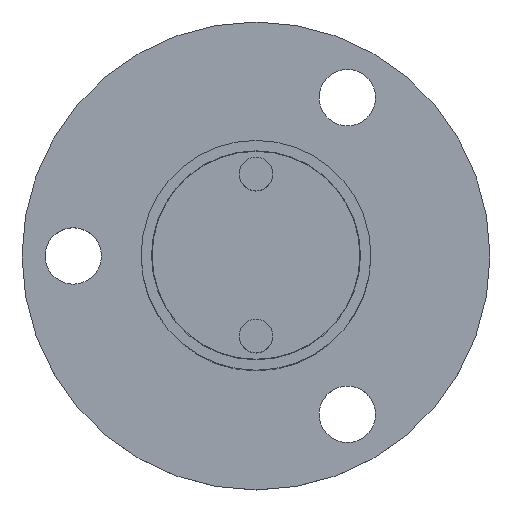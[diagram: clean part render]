
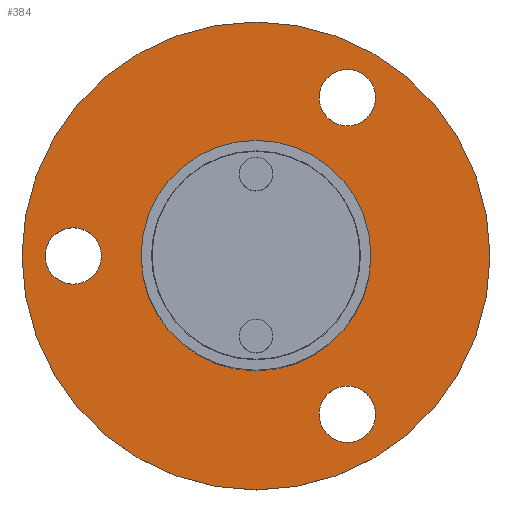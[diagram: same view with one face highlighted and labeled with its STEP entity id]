
A CAD part, top view. The second image highlights one B-rep face of the part: STEP entity #384.
In plain terms, the highlighted planar face has unit normal (0, 0, 1).
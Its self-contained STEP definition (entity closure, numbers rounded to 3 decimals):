
#15 = CIRCLE ( 'NONE', #1137, 11. ) ;
#41 = DIRECTION ( 'NONE',  ( -1., 0., 0. ) ) ;
#46 = CARTESIAN_POINT ( 'NONE',  ( -17.5, 0., 16.3 ) ) ;
#61 = PLANE ( 'NONE',  #897 ) ;
#78 = EDGE_CURVE ( 'NONE', #370, #977, #15, .T. ) ;
#110 = ORIENTED_EDGE ( 'NONE', *, *, #435, .F. ) ;
#116 = CARTESIAN_POINT ( 'NONE',  ( 6.05, 15.155, 16.3 ) ) ;
#127 = CARTESIAN_POINT ( 'NONE',  ( 8.75, 15.155, 16.3 ) ) ;
#138 = DIRECTION ( 'NONE',  ( -1., 0., 0. ) ) ;
#209 = CARTESIAN_POINT ( 'NONE',  ( 0., 0., 16.3 ) ) ;
#215 = DIRECTION ( 'NONE',  ( -1., 0., 0. ) ) ;
#230 = DIRECTION ( 'NONE',  ( 0., 0., -1. ) ) ;
#247 = CARTESIAN_POINT ( 'NONE',  ( 11., 0., 16.3 ) ) ;
#251 = EDGE_LOOP ( 'NONE', ( #665, #1016 ) ) ;
#256 = CARTESIAN_POINT ( 'NONE',  ( -17.5, 0., 16.3 ) ) ;
#259 = EDGE_CURVE ( 'NONE', #606, #283, #1229, .T. ) ;
#261 = EDGE_LOOP ( 'NONE', ( #1273, #659 ) ) ;
#271 = VERTEX_POINT ( 'NONE', #470 ) ;
#277 = EDGE_CURVE ( 'NONE', #1145, #875, #1176, .T. ) ;
#282 = ORIENTED_EDGE ( 'NONE', *, *, #277, .F. ) ;
#283 = VERTEX_POINT ( 'NONE', #802 ) ;
#294 = DIRECTION ( 'NONE',  ( -1., 0., 0. ) ) ;
#295 = CARTESIAN_POINT ( 'NONE',  ( 22.4, 0., 16.3 ) ) ;
#298 = EDGE_CURVE ( 'NONE', #271, #965, #1164, .T. ) ;
#304 = DIRECTION ( 'NONE',  ( 0., 0., -1. ) ) ;
#314 = CARTESIAN_POINT ( 'NONE',  ( 11.45, -15.155, 16.3 ) ) ;
#333 = DIRECTION ( 'NONE',  ( -1., 0., 0. ) ) ;
#341 = EDGE_CURVE ( 'NONE', #1269, #1110, #1097, .T. ) ;
#342 = ORIENTED_EDGE ( 'NONE', *, *, #471, .F. ) ;
#356 = CARTESIAN_POINT ( 'NONE',  ( 8.75, 15.155, 16.3 ) ) ;
#370 = VERTEX_POINT ( 'NONE', #1188 ) ;
#384 = ADVANCED_FACE ( 'NONE', ( #1031, #1043, #1023, #1026, #1021 ), #61, .F. ) ;
#385 = EDGE_LOOP ( 'NONE', ( #890, #342 ) ) ;
#398 = CARTESIAN_POINT ( 'NONE',  ( 8.75, -15.155, 16.3 ) ) ;
#428 = DIRECTION ( 'NONE',  ( -1., 0., 0. ) ) ;
#435 = EDGE_CURVE ( 'NONE', #1110, #1269, #991, .T. ) ;
#446 = CARTESIAN_POINT ( 'NONE',  ( 6.05, -15.155, 16.3 ) ) ;
#447 = EDGE_CURVE ( 'NONE', #283, #606, #979, .T. ) ;
#452 = EDGE_CURVE ( 'NONE', #875, #1145, #971, .T. ) ;
#466 = DIRECTION ( 'NONE',  ( 0., 0., -1. ) ) ;
#470 = CARTESIAN_POINT ( 'NONE',  ( -20.2, 0., 16.3 ) ) ;
#471 = EDGE_CURVE ( 'NONE', #965, #271, #972, .T. ) ;
#472 = DIRECTION ( 'NONE',  ( 0., 0., -1. ) ) ;
#475 = CARTESIAN_POINT ( 'NONE',  ( -14.8, 0., 16.3 ) ) ;
#478 = ORIENTED_EDGE ( 'NONE', *, *, #341, .F. ) ;
#479 = DIRECTION ( 'NONE',  ( -1., 0., 0. ) ) ;
#480 = EDGE_CURVE ( 'NONE', #977, #370, #974, .T. ) ;
#526 = DIRECTION ( 'NONE',  ( 0., 0., 1. ) ) ;
#606 = VERTEX_POINT ( 'NONE', #116 ) ;
#655 = CARTESIAN_POINT ( 'NONE',  ( -22.4, 0., 16.3 ) ) ;
#656 = DIRECTION ( 'NONE',  ( 0., 0., 1. ) ) ;
#659 = ORIENTED_EDGE ( 'NONE', *, *, #447, .F. ) ;
#665 = ORIENTED_EDGE ( 'NONE', *, *, #78, .T. ) ;
#672 = CARTESIAN_POINT ( 'NONE',  ( 0., 0., 16.3 ) ) ;
#767 = DIRECTION ( 'NONE',  ( 0., 0., 1. ) ) ;
#796 = DIRECTION ( 'NONE',  ( -1., 0., 0. ) ) ;
#802 = CARTESIAN_POINT ( 'NONE',  ( 11.45, 15.155, 16.3 ) ) ;
#819 = AXIS2_PLACEMENT_3D ( 'NONE', #921, #304, #1056 ) ;
#837 = AXIS2_PLACEMENT_3D ( 'NONE', #1280, #526, #41 ) ;
#844 = AXIS2_PLACEMENT_3D ( 'NONE', #46, #656, #138 ) ;
#848 = AXIS2_PLACEMENT_3D ( 'NONE', #127, #767, #215 ) ;
#858 = AXIS2_PLACEMENT_3D ( 'NONE', #209, #903, #294 ) ;
#875 = VERTEX_POINT ( 'NONE', #314 ) ;
#890 = ORIENTED_EDGE ( 'NONE', *, *, #298, .F. ) ;
#897 = AXIS2_PLACEMENT_3D ( 'NONE', #672, #230, #796 ) ;
#903 = DIRECTION ( 'NONE',  ( 0., 0., -1. ) ) ;
#921 = CARTESIAN_POINT ( 'NONE',  ( 0., 0., 16.3 ) ) ;
#940 = AXIS2_PLACEMENT_3D ( 'NONE', #1201, #466, #1309 ) ;
#962 = DIRECTION ( 'NONE',  ( 0., 0., 1. ) ) ;
#965 = VERTEX_POINT ( 'NONE', #475 ) ;
#971 = CIRCLE ( 'NONE', #837, 2.7 ) ;
#972 = CIRCLE ( 'NONE', #844, 2.7 ) ;
#974 = CIRCLE ( 'NONE', #819, 11. ) ;
#977 = VERTEX_POINT ( 'NONE', #247 ) ;
#979 = CIRCLE ( 'NONE', #848, 2.7 ) ;
#982 = AXIS2_PLACEMENT_3D ( 'NONE', #256, #962, #333 ) ;
#987 = AXIS2_PLACEMENT_3D ( 'NONE', #398, #1215, #479 ) ;
#991 = CIRCLE ( 'NONE', #858, 22.4 ) ;
#995 = AXIS2_PLACEMENT_3D ( 'NONE', #356, #1146, #428 ) ;
#1016 = ORIENTED_EDGE ( 'NONE', *, *, #480, .T. ) ;
#1021 = FACE_OUTER_BOUND ( 'NONE', #1275, .T. ) ;
#1023 = FACE_BOUND ( 'NONE', #385, .T. ) ;
#1026 = FACE_BOUND ( 'NONE', #251, .T. ) ;
#1031 = FACE_BOUND ( 'NONE', #261, .T. ) ;
#1043 = FACE_BOUND ( 'NONE', #1257, .T. ) ;
#1056 = DIRECTION ( 'NONE',  ( -1., 0., 0. ) ) ;
#1097 = CIRCLE ( 'NONE', #940, 22.4 ) ;
#1110 = VERTEX_POINT ( 'NONE', #295 ) ;
#1137 = AXIS2_PLACEMENT_3D ( 'NONE', #1208, #472, #1314 ) ;
#1145 = VERTEX_POINT ( 'NONE', #446 ) ;
#1146 = DIRECTION ( 'NONE',  ( 0., 0., 1. ) ) ;
#1164 = CIRCLE ( 'NONE', #982, 2.7 ) ;
#1176 = CIRCLE ( 'NONE', #987, 2.7 ) ;
#1188 = CARTESIAN_POINT ( 'NONE',  ( -11., 0., 16.3 ) ) ;
#1201 = CARTESIAN_POINT ( 'NONE',  ( 0., 0., 16.3 ) ) ;
#1208 = CARTESIAN_POINT ( 'NONE',  ( 0., 0., 16.3 ) ) ;
#1215 = DIRECTION ( 'NONE',  ( 0., 0., 1. ) ) ;
#1229 = CIRCLE ( 'NONE', #995, 2.7 ) ;
#1247 = ORIENTED_EDGE ( 'NONE', *, *, #452, .F. ) ;
#1257 = EDGE_LOOP ( 'NONE', ( #282, #1247 ) ) ;
#1269 = VERTEX_POINT ( 'NONE', #655 ) ;
#1273 = ORIENTED_EDGE ( 'NONE', *, *, #259, .F. ) ;
#1275 = EDGE_LOOP ( 'NONE', ( #478, #110 ) ) ;
#1280 = CARTESIAN_POINT ( 'NONE',  ( 8.75, -15.155, 16.3 ) ) ;
#1309 = DIRECTION ( 'NONE',  ( -1., 0., 0. ) ) ;
#1314 = DIRECTION ( 'NONE',  ( -1., 0., 0. ) ) ;
